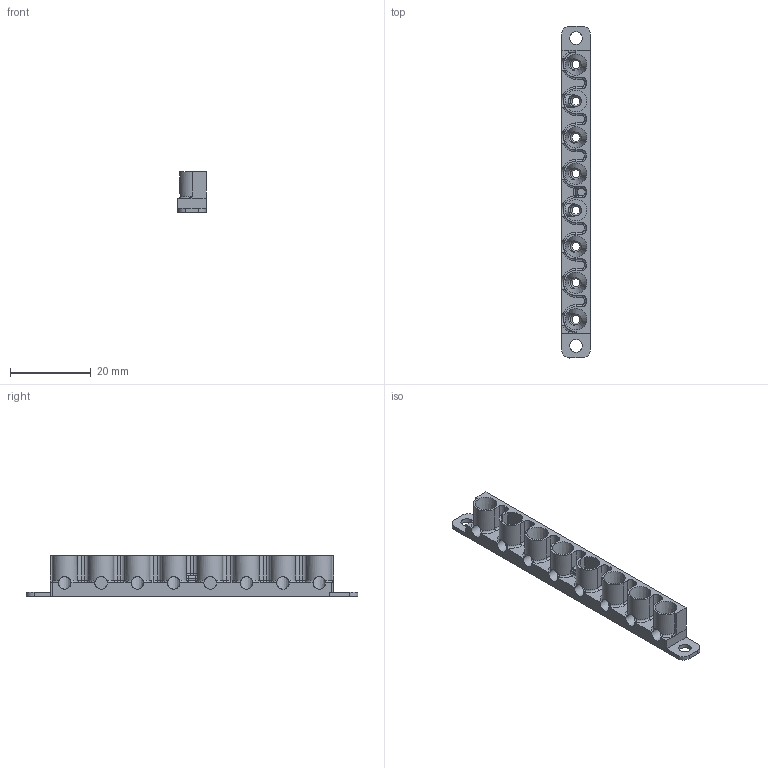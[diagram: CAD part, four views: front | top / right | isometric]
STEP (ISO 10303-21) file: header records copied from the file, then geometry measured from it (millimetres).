
FILE_DESCRIPTION(/* description */ (''),/* implementation_level */ '2;1');
FILE_NAME(/* name */ 'tube_holder_220302_1x8 v13.step',/* time_stamp */ '2023-01-16T16:08:57+09:00',/* author */ (''),/* organization */ (''),/* preprocessor_version */ 'ST-DEVELOPER v19.2',/* originating_system */ 'Autodesk Translation Framework v11.17.0.187',/* authorisation */ '');
FILE_SCHEMA (('AUTOMOTIVE_DESIGN { 1 0 10303 214 3 1 1 }'));
Length unit declared in the file: millimetre
Products named in the file (1): tube_holder_220302_1x8
Bounding box: 7 x 82.17 x 10 mm (x, y, z)
Volume: 2807.5 mm3; surface area: 3786.7 mm2
Topology: 1 solids, 1 shells, 180 faces, 490 edges, 312 vertices
Faces by surface type: cylinder 70, plane 56, bspline 20, torus 16, sphere 10, cone 8
Full cylindrical faces by diameter (mm): 2 x9, 3.1 x10
Entity records: 6735 total; most frequent: CARTESIAN_POINT 2099, ORIENTED_EDGE 980, DIRECTION 952, EDGE_CURVE 490, AXIS2_PLACEMENT_3D 358, VERTEX_POINT 312, LINE 236, VECTOR 236
